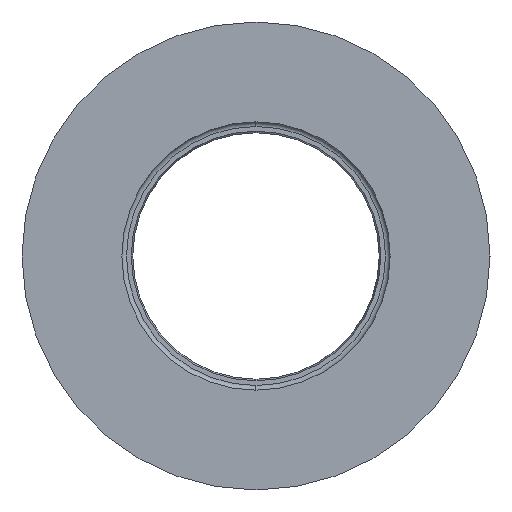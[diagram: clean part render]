
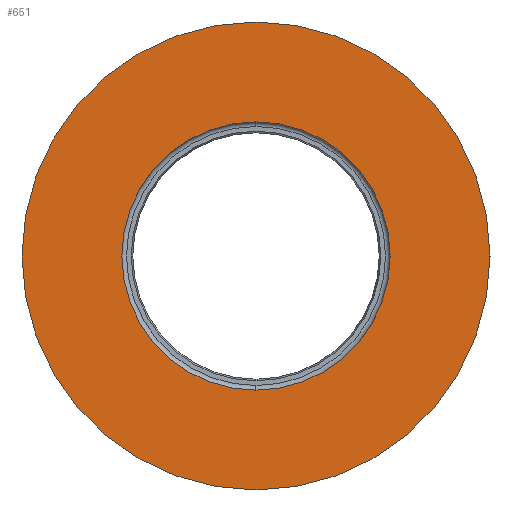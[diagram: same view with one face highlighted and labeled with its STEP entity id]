
A CAD part, left-side view. The second image highlights one B-rep face of the part: STEP entity #651.
In plain terms, the highlighted planar face has unit normal (-1, 0, 0).
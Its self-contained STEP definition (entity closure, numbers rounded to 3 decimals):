
#3 = CIRCLE ( 'NONE', #8171, 8.6 ) ;
#651 = ADVANCED_FACE ( 'NONE', ( #8578, #7453 ), #10637, .F. ) ;
#1194 = EDGE_CURVE ( 'NONE', #12541, #12563, #3, .T. ) ;
#2067 = DIRECTION ( 'NONE',  ( 0., 0., 1. ) ) ;
#2081 = DIRECTION ( 'NONE',  ( -1., 0., 0. ) ) ;
#2094 = CARTESIAN_POINT ( 'NONE',  ( 0., 0., 0. ) ) ;
#2436 = CIRCLE ( 'NONE', #4818, 15. ) ;
#2523 = CARTESIAN_POINT ( 'NONE',  ( 0., 0., -15. ) ) ;
#3793 = EDGE_CURVE ( 'NONE', #12563, #12541, #7463, .T. ) ;
#4028 = EDGE_CURVE ( 'NONE', #12788, #6562, #2436, .T. ) ;
#4818 = AXIS2_PLACEMENT_3D ( 'NONE', #5582, #5570, #5558 ) ;
#4851 = EDGE_LOOP ( 'NONE', ( #8688, #9156 ) ) ;
#5558 = DIRECTION ( 'NONE',  ( 0., 0., 1. ) ) ;
#5570 = DIRECTION ( 'NONE',  ( -1., 0., 0. ) ) ;
#5582 = CARTESIAN_POINT ( 'NONE',  ( 0., 0., 0. ) ) ;
#5899 = EDGE_LOOP ( 'NONE', ( #12412, #12609 ) ) ;
#6562 = VERTEX_POINT ( 'NONE', #2523 ) ;
#6995 = EDGE_CURVE ( 'NONE', #6562, #12788, #11096, .T. ) ;
#7239 = DIRECTION ( 'NONE',  ( 0., 0., 1. ) ) ;
#7244 = DIRECTION ( 'NONE',  ( -1., 0., 0. ) ) ;
#7262 = CARTESIAN_POINT ( 'NONE',  ( 0., 0., 0. ) ) ;
#7453 = FACE_OUTER_BOUND ( 'NONE', #4851, .T. ) ;
#7463 = CIRCLE ( 'NONE', #12987, 8.6 ) ;
#7623 = CARTESIAN_POINT ( 'NONE',  ( 0., 0., 15. ) ) ;
#7825 = CARTESIAN_POINT ( 'NONE',  ( 0., 0., -8.6 ) ) ;
#7851 = CARTESIAN_POINT ( 'NONE',  ( 0., 0., 8.6 ) ) ;
#8171 = AXIS2_PLACEMENT_3D ( 'NONE', #2094, #2081, #2067 ) ;
#8578 = FACE_BOUND ( 'NONE', #5899, .T. ) ;
#8688 = ORIENTED_EDGE ( 'NONE', *, *, #4028, .T. ) ;
#9156 = ORIENTED_EDGE ( 'NONE', *, *, #6995, .T. ) ;
#10389 = DIRECTION ( 'NONE',  ( 0., 0., 1. ) ) ;
#10398 = DIRECTION ( 'NONE',  ( -1., 0., 0. ) ) ;
#10400 = CARTESIAN_POINT ( 'NONE',  ( 0., 0., 0. ) ) ;
#10522 = DIRECTION ( 'NONE',  ( 0., 0., -1. ) ) ;
#10536 = DIRECTION ( 'NONE',  ( 1., 0., 0. ) ) ;
#10546 = CARTESIAN_POINT ( 'NONE',  ( 0., 8.6, 0. ) ) ;
#10637 = PLANE ( 'NONE',  #12258 ) ;
#11096 = CIRCLE ( 'NONE', #12608, 15. ) ;
#12258 = AXIS2_PLACEMENT_3D ( 'NONE', #10546, #10536, #10522 ) ;
#12412 = ORIENTED_EDGE ( 'NONE', *, *, #1194, .F. ) ;
#12541 = VERTEX_POINT ( 'NONE', #7851 ) ;
#12563 = VERTEX_POINT ( 'NONE', #7825 ) ;
#12608 = AXIS2_PLACEMENT_3D ( 'NONE', #10400, #10398, #10389 ) ;
#12609 = ORIENTED_EDGE ( 'NONE', *, *, #3793, .F. ) ;
#12788 = VERTEX_POINT ( 'NONE', #7623 ) ;
#12987 = AXIS2_PLACEMENT_3D ( 'NONE', #7262, #7244, #7239 ) ;
